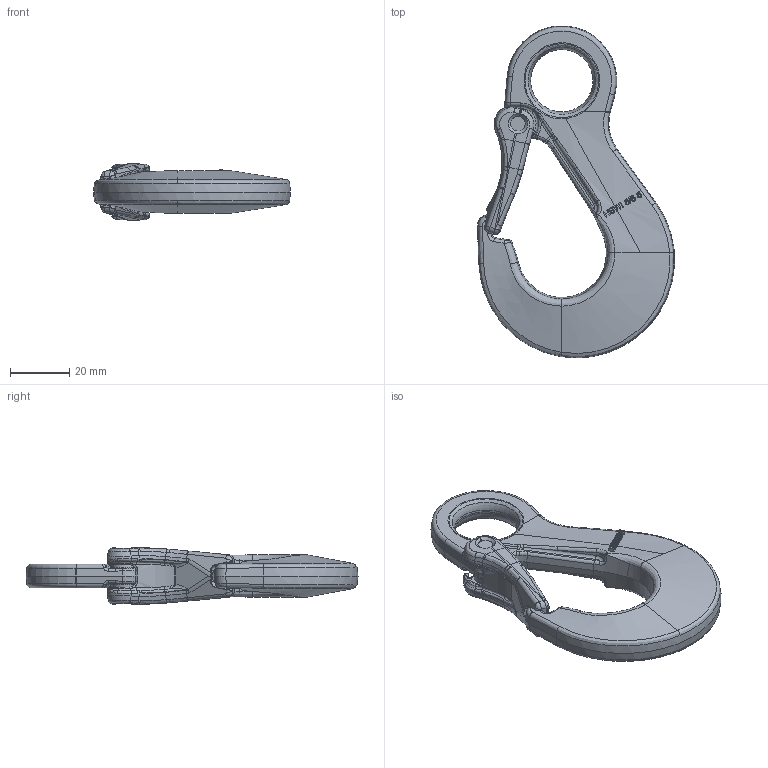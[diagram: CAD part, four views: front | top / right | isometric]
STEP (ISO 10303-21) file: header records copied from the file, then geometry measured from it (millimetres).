
FILE_DESCRIPTION(/* description */ (''),/* implementation_level */ '2;1');
FILE_NAME(/* name */ 'HSWI 5_6-6 Kundenmodell.stp',/* time_stamp */ '2015-10-27T12:28:47+01:00',/* author */ (''),/* organization */ (''),/* preprocessor_version */ 'ST-DEVELOPER v15',/* originating_system */ 'SIEMENS PLM Software NX 9.0',/* authorisation */ '');
FILE_SCHEMA (('AUTOMOTIVE_DESIGN { 1 0 10303 214 3 1 1 1 }'));
Length unit declared in the file: millimetre
Products named in the file (1): zer0E60B1CDvdzy
Bounding box: 66.38 x 111.83 x 18.99 mm (x, y, z)
Volume: 34797 mm3; surface area: 13026.9 mm2
Topology: 3 solids, 3 shells, 707 faces, 1704 edges, 1001 vertices
Faces by surface type: bspline 322, plane 138, cylinder 111, extrusion 62, torus 38, cone 26, sphere 10
Full cylindrical faces by diameter (mm): 5 x4
Entity records: 27337 total; most frequent: CARTESIAN_POINT 13659, ORIENTED_EDGE 3342, DIRECTION 2031, EDGE_CURVE 1671, VERTEX_POINT 994, B_SPLINE_CURVE_WITH_KNOTS 885, AXIS2_PLACEMENT_3D 797, EDGE_LOOP 739
